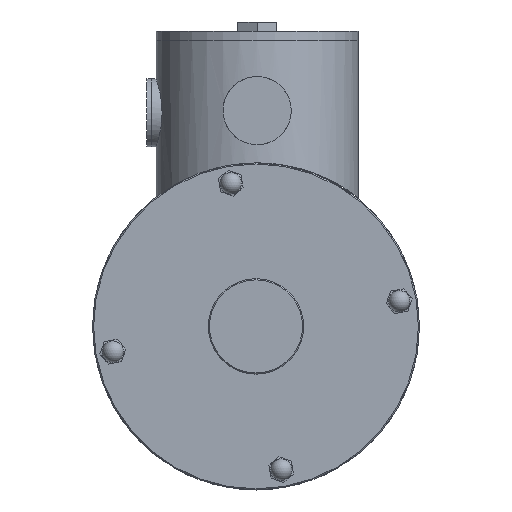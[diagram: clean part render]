
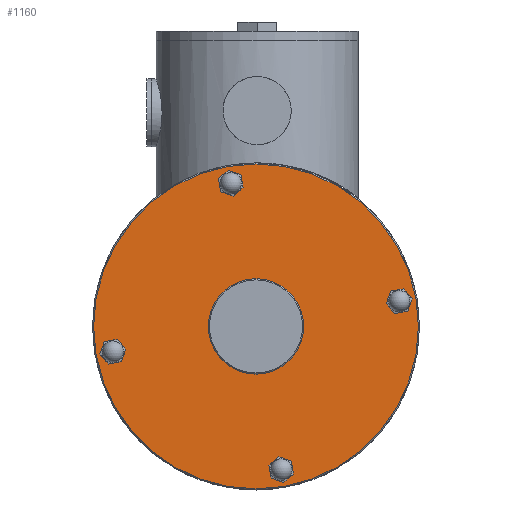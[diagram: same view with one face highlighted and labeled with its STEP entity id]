
A CAD part, front view. The second image highlights one B-rep face of the part: STEP entity #1160.
In plain terms, the highlighted planar face has unit normal (0, -1, 0).
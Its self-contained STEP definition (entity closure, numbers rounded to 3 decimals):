
#1160=ADVANCED_FACE('', (#1170,#1180,#1190,#1200,#1210,#1220), #1230, 
.T.);
#10210=AXIS2_PLACEMENT_3D('Ax2Pl3d', #10220, #10230, #10240);
#10370=AXIS2_PLACEMENT_3D('Ax2Pl3d', #10380, #10390, #10400);
#10530=AXIS2_PLACEMENT_3D('Ax2Pl3d', #10540, #10550, #10560);
#10690=AXIS2_PLACEMENT_3D('Ax2Pl3d', #10700, #10710, #10720);
#11970=AXIS2_PLACEMENT_3D('Ax2Pl3d', #11980, #11990, #12000);
#12010=AXIS2_PLACEMENT_3D('Ax2Pl3d', #12020, #12030, #12040);
#12050=AXIS2_PLACEMENT_3D('Ax2Pl3d', #12060, #12070, #12080);
#10220=CARTESIAN_POINT('HicPkt', (230.399,-196.698,
33.975));
#70920=CARTESIAN_POINT('', (230.399,-196.698,37.225))
;
#10380=CARTESIAN_POINT('HicPkt', (304.541,-196.698,
-17.939));
#71010=CARTESIAN_POINT('', (304.541,-196.698,-14.689))
;
#10540=CARTESIAN_POINT('HicPkt', (252.626,-196.698,
-92.08));
#71100=CARTESIAN_POINT('', (252.626,-196.698,-88.83)
);
#10700=CARTESIAN_POINT('HicPkt', (178.485,-196.698,
-40.166));
#71190=CARTESIAN_POINT('', (178.485,-196.698,-36.916)
);
#11980=CARTESIAN_POINT('HicPkt', (170.013,-196.698,
-29.053));
#12020=CARTESIAN_POINT('HicPkt', (241.513,-196.698,
-29.053));
#71450=CARTESIAN_POINT('', (170.013,-196.698,
-29.053));
#12060=CARTESIAN_POINT('HicPkt', (241.513,-196.698,
-29.053));
#71460=CARTESIAN_POINT('', (220.513,-196.698,-29.053)
);
#75100=CIRCLE('Circle', #10210, 3.25);
#75130=CIRCLE('Circle', #10370, 3.25);
#75160=CIRCLE('Circle', #10530, 3.25);
#75190=CIRCLE('Circle', #10690, 3.25);
#75440=CIRCLE('Circle', #12010, 71.5);
#75450=CIRCLE('Circle', #12050, 21.);
#10230=DIRECTION('Axis', (0.,-1.,
0.));
#10240=DIRECTION('RefDirection', (0.,
0.,-1.));
#10390=DIRECTION('Axis', (0.,-1.,
0.));
#10400=DIRECTION('RefDirection', (0.,
0.,-1.));
#10550=DIRECTION('Axis', (0.,-1.,
0.));
#10560=DIRECTION('RefDirection', (0.,
0.,-1.));
#10710=DIRECTION('Axis', (0.,-1.,
0.));
#10720=DIRECTION('RefDirection', (0.,
0.,-1.));
#11990=DIRECTION('Axis', (0.,-1.,
0.));
#12000=DIRECTION('RefDirection', (0.,
0.,-1.));
#12030=DIRECTION('Axis', (0.,1.,0.))
;
#12040=DIRECTION('RefDirection', (0.,
0.,-1.));
#12070=DIRECTION('Axis', (0.,1.,0.))
;
#12080=DIRECTION('RefDirection', (0.,
0.,-1.));
#89800=EDGE_CURVE('', #89810, #89810, #75100, .T.);
#89980=EDGE_CURVE('', #89990, #89990, #75130, .T.);
#90160=EDGE_CURVE('', #90170, #90170, #75160, .T.);
#90340=EDGE_CURVE('', #90350, #90350, #75190, .T.);
#90950=EDGE_CURVE('', #90960, #90960, #75440, .T.);
#90970=EDGE_CURVE('', #90980, #90980, #75450, .T.);
#98970=EDGE_LOOP('Edge_loop', (#98980));
#98990=EDGE_LOOP('Edge_loop', (#99000));
#99010=EDGE_LOOP('Edge_loop', (#99020));
#99030=EDGE_LOOP('Edge_loop', (#99040));
#99050=EDGE_LOOP('Edge_loop', (#99060));
#99070=EDGE_LOOP('Edge_loop', (#99080));
#1180=FACE_BOUND('', #98990, .T.);
#1190=FACE_BOUND('', #99010, .T.);
#1200=FACE_BOUND('', #99030, .T.);
#1210=FACE_BOUND('', #99050, .T.);
#1220=FACE_BOUND('', #99070, .T.);
#1170=FACE_OUTER_BOUND('Face_outer_bound', #98970, .T.);
#98980=ORIENTED_EDGE('', *, *, #90950, .F.);
#99000=ORIENTED_EDGE('', *, *, #89800, .F.);
#99020=ORIENTED_EDGE('', *, *, #90970, .T.);
#99040=ORIENTED_EDGE('', *, *, #90340, .F.);
#99060=ORIENTED_EDGE('', *, *, #90160, .F.);
#99080=ORIENTED_EDGE('', *, *, #89980, .F.);
#1230=PLANE('Plane', #11970);
#89810=VERTEX_POINT('', #70920);
#89990=VERTEX_POINT('', #71010);
#90170=VERTEX_POINT('', #71100);
#90350=VERTEX_POINT('', #71190);
#90960=VERTEX_POINT('', #71450);
#90980=VERTEX_POINT('', #71460);
